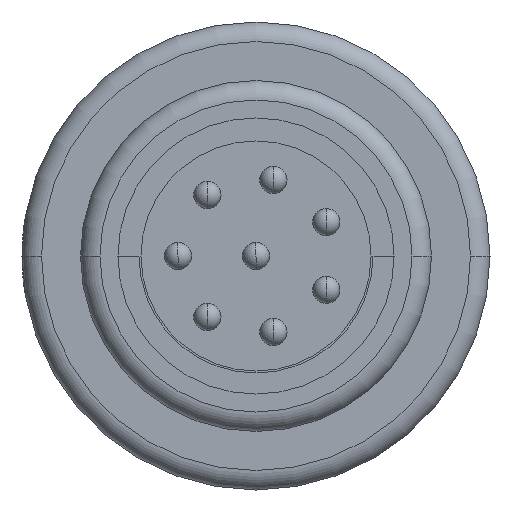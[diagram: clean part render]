
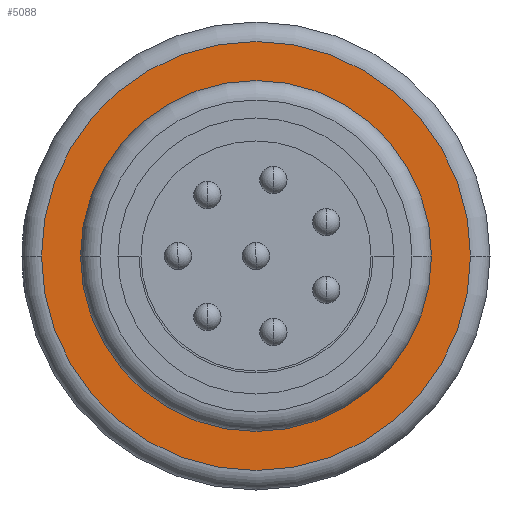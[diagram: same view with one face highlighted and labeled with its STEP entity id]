
A CAD part, left-side view. The second image highlights one B-rep face of the part: STEP entity #5088.
In plain terms, the highlighted planar face has unit normal (-1, 0, 0).
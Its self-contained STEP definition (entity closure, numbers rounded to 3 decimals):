
#1163=CARTESIAN_POINT('',(-2.4,0.,0.));
#1164=DIRECTION('',(-1.,0.,0.));
#1165=DIRECTION('',(0.,-1.,0.));
#1166=AXIS2_PLACEMENT_3D('',#1163,#1164,#1165);
#1171=CARTESIAN_POINT('',(-2.4,0.,0.));
#1172=DIRECTION('',(-1.,0.,0.));
#1173=DIRECTION('',(0.,1.,0.));
#1174=AXIS2_PLACEMENT_3D('',#1171,#1172,#1173);
#1187=CARTESIAN_POINT('',(-2.4,0.,0.));
#1188=DIRECTION('',(1.,0.,0.));
#1189=DIRECTION('',(0.,1.,0.));
#1190=AXIS2_PLACEMENT_3D('',#1187,#1188,#1189);
#1902=CARTESIAN_POINT('',(-2.4,0.,0.));
#1903=DIRECTION('',(-1.,0.,0.));
#1904=DIRECTION('',(0.,1.,0.));
#1905=AXIS2_PLACEMENT_3D('',#1902,#1903,#1904);
#3675=CARTESIAN_POINT('',(-2.4,4.5,0.));
#3676=CARTESIAN_POINT('',(-2.4,-4.5,0.));
#3677=VERTEX_POINT('',#3675);
#3678=VERTEX_POINT('',#3676);
#3739=CARTESIAN_POINT('',(-2.4,-5.5,0.));
#3740=CARTESIAN_POINT('',(-2.4,5.5,0.));
#3741=VERTEX_POINT('',#3739);
#3742=VERTEX_POINT('',#3740);
#5072=CARTESIAN_POINT('',(-2.4,0.,0.));
#5073=DIRECTION('',(1.,0.,0.));
#5074=DIRECTION('',(0.,-1.,0.));
#5075=AXIS2_PLACEMENT_3D('',#5072,#5073,#5074);
#5076=PLANE('',#5075);
#5078=ORIENTED_EDGE('',*,*,#5077,.F.);
#5079=ORIENTED_EDGE('',*,*,#5062,.F.);
#5080=EDGE_LOOP('',(#5078,#5079));
#5081=FACE_OUTER_BOUND('',#5080,.F.);
#5083=ORIENTED_EDGE('',*,*,#5082,.F.);
#5085=ORIENTED_EDGE('',*,*,#5084,.T.);
#5086=EDGE_LOOP('',(#5083,#5085));
#5087=FACE_BOUND('',#5086,.F.);
#1167=CIRCLE('',#1166,5.5);
#1175=CIRCLE('',#1174,5.5);
#1191=CIRCLE('',#1190,4.5);
#1906=CIRCLE('',#1905,4.5);
#5062=EDGE_CURVE('',#3742,#3741,#1175,.T.);
#5077=EDGE_CURVE('',#3741,#3742,#1167,.T.);
#5082=EDGE_CURVE('',#3677,#3678,#1191,.T.);
#5084=EDGE_CURVE('',#3677,#3678,#1906,.T.);
#5088=ADVANCED_FACE('',(#5081,#5087),#5076,.F.);
